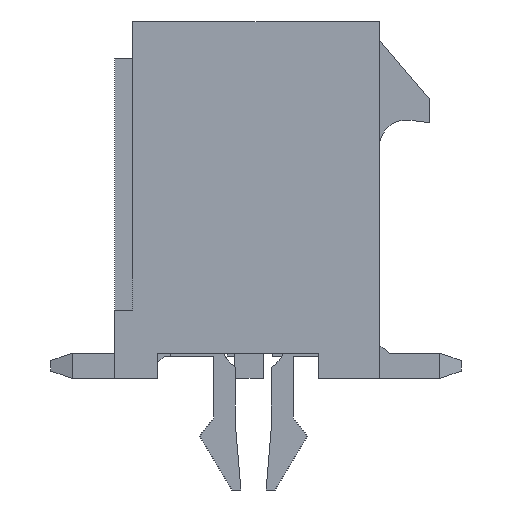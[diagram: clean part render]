
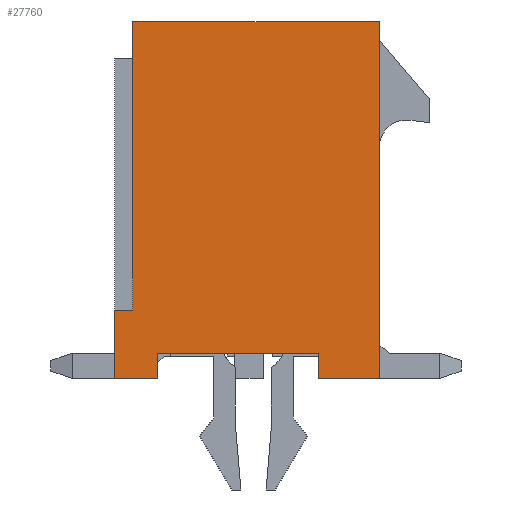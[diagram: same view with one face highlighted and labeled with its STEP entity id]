
A CAD part, left-side view. The second image highlights one B-rep face of the part: STEP entity #27760.
In plain terms, the highlighted planar face has unit normal (-1, 0, 0).
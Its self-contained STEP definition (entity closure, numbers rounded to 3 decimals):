
#2192=ORIENTED_EDGE('',*,*,#7389,.F.);
#2193=ORIENTED_EDGE('',*,*,#7258,.T.);
#2194=ORIENTED_EDGE('',*,*,#7431,.T.);
#2195=ORIENTED_EDGE('',*,*,#7432,.T.);
#2196=ORIENTED_EDGE('',*,*,#7433,.T.);
#2197=ORIENTED_EDGE('',*,*,#7434,.T.);
#2198=ORIENTED_EDGE('',*,*,#7435,.T.);
#2199=ORIENTED_EDGE('',*,*,#7296,.F.);
#2200=ORIENTED_EDGE('',*,*,#7291,.T.);
#2201=ORIENTED_EDGE('',*,*,#7436,.T.);
#7258=EDGE_CURVE('',#9901,#9900,#11885,.T.);
#7291=EDGE_CURVE('',#9918,#9920,#11918,.T.);
#7296=EDGE_CURVE('',#9918,#9923,#11923,.T.);
#7389=EDGE_CURVE('',#9901,#9963,#12016,.T.);
#7431=EDGE_CURVE('',#9900,#9985,#12058,.T.);
#7432=EDGE_CURVE('',#9985,#9986,#12059,.T.);
#7433=EDGE_CURVE('',#9986,#9987,#12060,.T.);
#7434=EDGE_CURVE('',#9987,#9988,#12061,.T.);
#7435=EDGE_CURVE('',#9988,#9923,#12062,.T.);
#7436=EDGE_CURVE('',#9920,#9963,#12063,.T.);
#9900=VERTEX_POINT('',#37598);
#9901=VERTEX_POINT('',#37600);
#9918=VERTEX_POINT('',#37660);
#9920=VERTEX_POINT('',#37664);
#9923=VERTEX_POINT('',#37674);
#9963=VERTEX_POINT('',#37824);
#9985=VERTEX_POINT('',#37909);
#9986=VERTEX_POINT('',#37911);
#9987=VERTEX_POINT('',#37913);
#9988=VERTEX_POINT('',#37915);
#11885=LINE('',#37599,#14642);
#11918=LINE('',#37665,#14675);
#11923=LINE('',#37675,#14680);
#12016=LINE('',#37828,#14773);
#12058=LINE('',#37908,#14815);
#12059=LINE('',#37910,#14816);
#12060=LINE('',#37912,#14817);
#12061=LINE('',#37914,#14818);
#12062=LINE('',#37916,#14819);
#12063=LINE('',#37917,#14820);
#14642=VECTOR('',#31736,1000.);
#14675=VECTOR('',#31795,1000.);
#14680=VECTOR('',#31804,1000.);
#14773=VECTOR('',#31935,1000.);
#14815=VECTOR('',#32013,1000.);
#14816=VECTOR('',#32014,1000.);
#14817=VECTOR('',#32015,1000.);
#14818=VECTOR('',#32016,1000.);
#14819=VECTOR('',#32017,1000.);
#14820=VECTOR('',#32018,1000.);
#16615=EDGE_LOOP('',(#2192,#2193,#2194,#2195,#2196,#2197,#2198,#2199,#2200,
#2201));
#17772=FACE_BOUND('',#16615,.T.);
#18868=PLANE('',#28967);
#27760=ADVANCED_FACE('',(#17772),#18868,.T.);
#28967=AXIS2_PLACEMENT_3D('',#37907,#32011,#32012);
#31736=DIRECTION('',(0.,-1.,0.));
#31795=DIRECTION('',(0.,0.,-1.));
#31804=DIRECTION('',(0.,-1.,0.));
#31935=DIRECTION('',(0.,0.,-1.));
#32011=DIRECTION('',(-1.,0.,0.));
#32012=DIRECTION('',(0.,0.,1.));
#32013=DIRECTION('',(0.,0.,-1.));
#32014=DIRECTION('',(0.,-1.,0.));
#32015=DIRECTION('',(0.,0.,1.));
#32016=DIRECTION('',(0.,1.,0.));
#32017=DIRECTION('',(0.,0.,-1.));
#32018=DIRECTION('',(0.,-1.,0.));
#37598=CARTESIAN_POINT('',(-16.85,-1.73,-4.25));
#37599=CARTESIAN_POINT('',(-16.85,2.73,-4.25));
#37600=CARTESIAN_POINT('',(-16.85,2.73,-4.25));
#37660=CARTESIAN_POINT('',(-16.85,3.93,-3.05));
#37664=CARTESIAN_POINT('',(-16.85,3.93,-4.95));
#37665=CARTESIAN_POINT('',(-16.85,3.93,-3.05));
#37674=CARTESIAN_POINT('',(-16.85,3.43,-3.05));
#37675=CARTESIAN_POINT('',(-16.85,3.93,-3.05));
#37824=CARTESIAN_POINT('',(-16.85,2.73,-4.95));
#37828=CARTESIAN_POINT('',(-16.85,2.73,-3.95));
#37907=CARTESIAN_POINT('',(-16.85,0.,0.));
#37908=CARTESIAN_POINT('',(-16.85,-1.73,-3.95));
#37909=CARTESIAN_POINT('',(-16.85,-1.73,-4.95));
#37910=CARTESIAN_POINT('',(-16.85,3.43,-4.95));
#37911=CARTESIAN_POINT('',(-16.85,-3.43,-4.95));
#37912=CARTESIAN_POINT('',(-16.85,-3.43,-4.95));
#37913=CARTESIAN_POINT('',(-16.85,-3.43,4.95));
#37914=CARTESIAN_POINT('',(-16.85,-3.43,4.95));
#37915=CARTESIAN_POINT('',(-16.85,3.43,4.95));
#37916=CARTESIAN_POINT('',(-16.85,3.43,4.95));
#37917=CARTESIAN_POINT('',(-16.85,3.43,-4.95));
